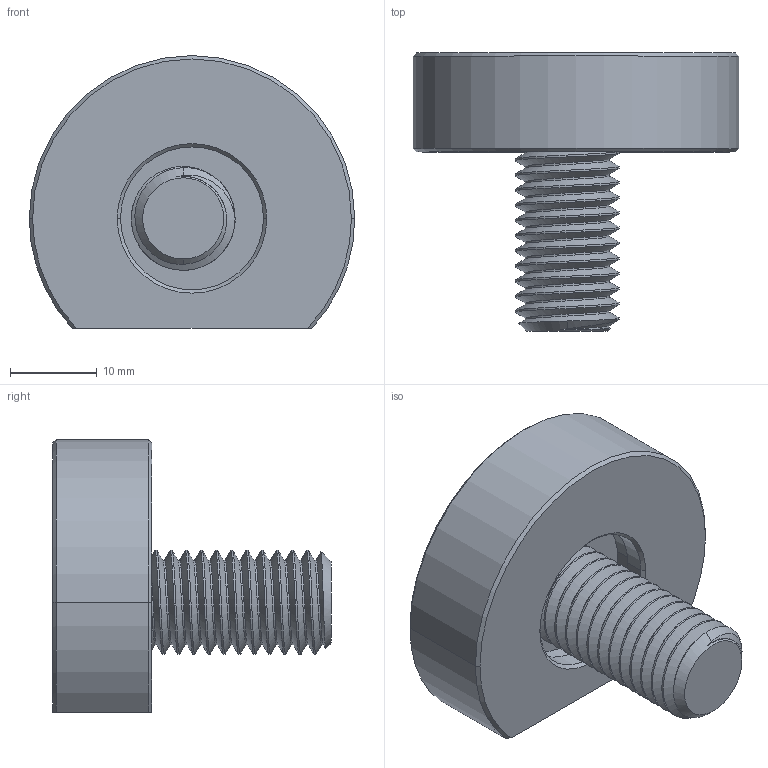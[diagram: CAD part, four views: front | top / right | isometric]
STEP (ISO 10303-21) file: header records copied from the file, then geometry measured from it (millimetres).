
FILE_DESCRIPTION (( 'STEP AP214' ), '1' );
FILE_NAME ('50512_MB.STEP', '2021-10-29T15:47:20', ( '' ), ( '' ), 'SwSTEP 2.0', 'SolidWorks 2021', '' );
FILE_SCHEMA (( 'AUTOMOTIVE_DESIGN' ));
Length unit declared in the file: inch
Products named in the file (3): Machineable Fixture Clamp Washers, Configured_10608; 50512_MB; 50371_50371
Assembly tree (2 placements, depth 2):
  50512_MB
    Machineable Fixture Clamp Washers, Configured_10608
    50371_50371
Bounding box: 37.59 x 32.14 x 31.5 mm (x, y, z)
Volume: 11910.2 mm3; surface area: 5731.4 mm2
Topology: 2 solids, 2 shells, 105 faces, 273 edges, 175 vertices
Faces by surface type: cylinder 67, cone 20, plane 14, sphere 2, bspline 2
Entity records: 5616 total; most frequent: CARTESIAN_POINT 3280, ORIENTED_EDGE 546, DIRECTION 396, EDGE_CURVE 273, VERTEX_POINT 175, AXIS2_PLACEMENT_3D 152, EDGE_LOOP 110, FACE_OUTER_BOUND 105
